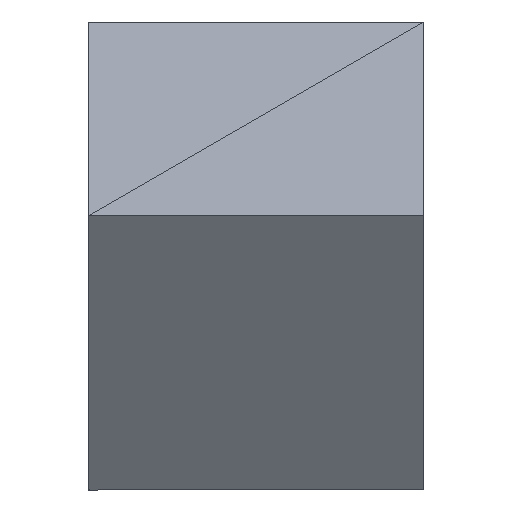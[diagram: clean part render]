
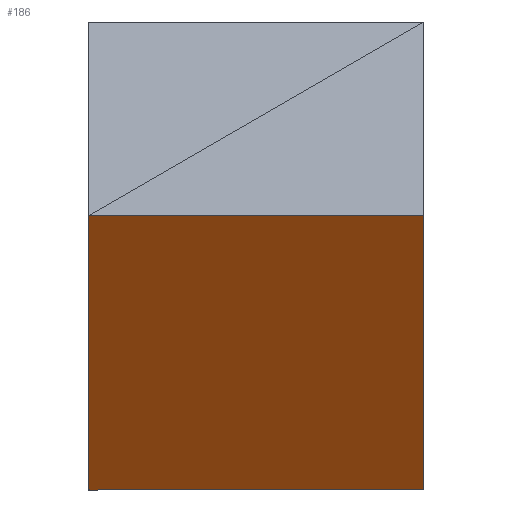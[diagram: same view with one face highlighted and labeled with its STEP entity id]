
A CAD part, isometric view. The second image highlights one B-rep face of the part: STEP entity #186.
In plain terms, the highlighted planar face has unit normal (-0.707, -0.707, 0).
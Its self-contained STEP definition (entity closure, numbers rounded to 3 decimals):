
#4 = DIRECTION ( 'NONE',  ( 0.707, 0.707, 0. ) ) ;
#9 = VECTOR ( 'NONE', #110, 1000. ) ;
#40 = EDGE_CURVE ( 'NONE', #293, #208, #121, .T. ) ;
#45 = EDGE_CURVE ( 'NONE', #201, #208, #306, .T. ) ;
#53 = EDGE_LOOP ( 'NONE', ( #94, #243, #240, #60 ) ) ;
#57 = LINE ( 'NONE', #248, #314 ) ;
#59 = EDGE_CURVE ( 'NONE', #88, #201, #65, .T. ) ;
#60 = ORIENTED_EDGE ( 'NONE', *, *, #103, .T. ) ;
#64 = DIRECTION ( 'NONE',  ( 0., 0., -1. ) ) ;
#65 = LINE ( 'NONE', #140, #9 ) ;
#88 = VERTEX_POINT ( 'NONE', #272 ) ;
#94 = ORIENTED_EDGE ( 'NONE', *, *, #40, .T. ) ;
#103 = EDGE_CURVE ( 'NONE', #88, #293, #57, .T. ) ;
#109 = DIRECTION ( 'NONE',  ( 0.707, -0.707, 0. ) ) ;
#110 = DIRECTION ( 'NONE',  ( 0.707, -0.707, 0. ) ) ;
#121 = LINE ( 'NONE', #163, #147 ) ;
#128 = CARTESIAN_POINT ( 'NONE',  ( 0., -10.607, 7.5 ) ) ;
#130 = PLANE ( 'NONE',  #183 ) ;
#140 = CARTESIAN_POINT ( 'NONE',  ( -10.607, 0., 7.5 ) ) ;
#147 = VECTOR ( 'NONE', #109, 1000. ) ;
#157 = CARTESIAN_POINT ( 'NONE',  ( -10.607, 0., -7.5 ) ) ;
#163 = CARTESIAN_POINT ( 'NONE',  ( -10.607, 0., -7.5 ) ) ;
#182 = CARTESIAN_POINT ( 'NONE',  ( -10.607, 0., 7.5 ) ) ;
#183 = AXIS2_PLACEMENT_3D ( 'NONE', #182, #4, #184 ) ;
#184 = DIRECTION ( 'NONE',  ( -0.707, 0.707, 0. ) ) ;
#186 = ADVANCED_FACE ( 'NONE', ( #211 ), #130, .F. ) ;
#201 = VERTEX_POINT ( 'NONE', #128 ) ;
#208 = VERTEX_POINT ( 'NONE', #239 ) ;
#211 = FACE_OUTER_BOUND ( 'NONE', #53, .T. ) ;
#224 = DIRECTION ( 'NONE',  ( 0., 0., -1. ) ) ;
#239 = CARTESIAN_POINT ( 'NONE',  ( 0., -10.607, -7.5 ) ) ;
#240 = ORIENTED_EDGE ( 'NONE', *, *, #59, .F. ) ;
#243 = ORIENTED_EDGE ( 'NONE', *, *, #45, .F. ) ;
#247 = VECTOR ( 'NONE', #224, 1000. ) ;
#248 = CARTESIAN_POINT ( 'NONE',  ( -10.607, 0., 7.5 ) ) ;
#272 = CARTESIAN_POINT ( 'NONE',  ( -10.607, 0., 7.5 ) ) ;
#273 = CARTESIAN_POINT ( 'NONE',  ( 0., -10.607, 7.5 ) ) ;
#293 = VERTEX_POINT ( 'NONE', #157 ) ;
#306 = LINE ( 'NONE', #273, #247 ) ;
#314 = VECTOR ( 'NONE', #64, 1000. ) ;
